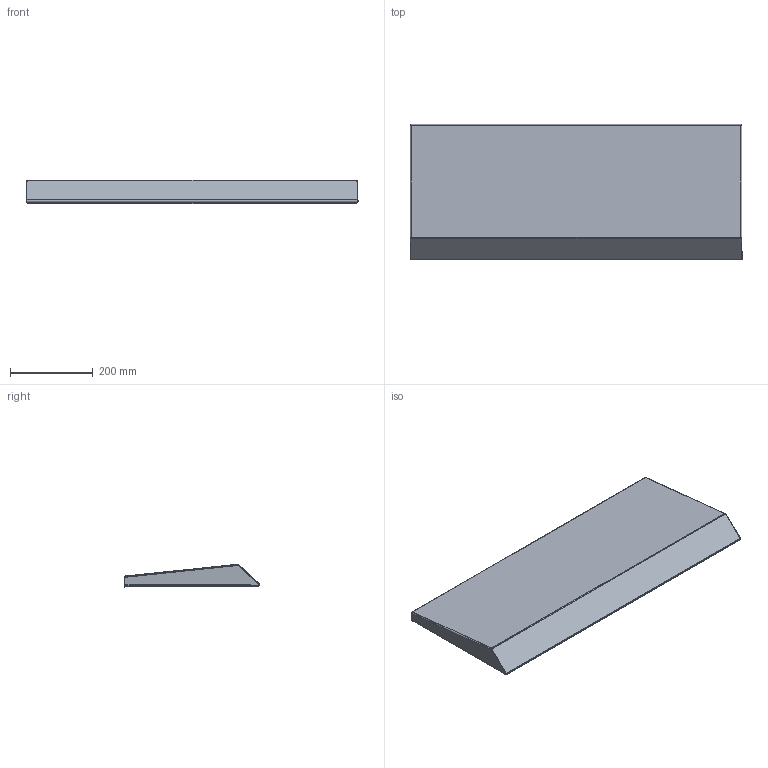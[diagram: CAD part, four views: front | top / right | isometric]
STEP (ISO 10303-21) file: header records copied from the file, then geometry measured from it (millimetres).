
FILE_DESCRIPTION(/* description */ (''),/* implementation_level */ '2;1');
FILE_NAME(/* name */ 'TEJ8030.stp',/* time_stamp */ '2017-08-25T14:25:50+02:00',/* author */ (''),/* organization */ (''),/* preprocessor_version */ 'ST-DEVELOPER v15',/* originating_system */ 'SIEMENS PLM Software NX 9.0',/* authorisation */ '');
FILE_SCHEMA (('CONFIG_CONTROL_DESIGN'));
Length unit declared in the file: millimetre
Products named in the file (3): 995.P185_01; 500.P017.24_01; 500.C017.24_01
Assembly tree (5 placements, depth 2):
  500.C017.24_01
    500.P017.24_01
    995.P185_01  x4
Bounding box: 800 x 325.42 x 56.68 mm (x, y, z)
Volume: 419584.1 mm3; surface area: 702689.2 mm2
Topology: 5 solids, 5 shells, 896 faces, 2578 edges, 1696 vertices
Faces by surface type: plane 814, cylinder 46, cone 32, bspline 4
Full cylindrical faces by diameter (mm): 9.2 x4
Entity records: 9999 total; most frequent: CARTESIAN_POINT 2141, ORIENTED_EDGE 1602, DIRECTION 1509, EDGE_CURVE 801, LINE 575, VECTOR 575, VERTEX_POINT 520, AXIS2_PLACEMENT_3D 467
